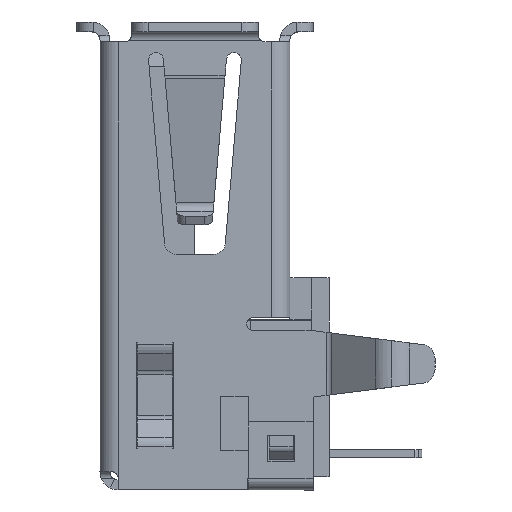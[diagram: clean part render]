
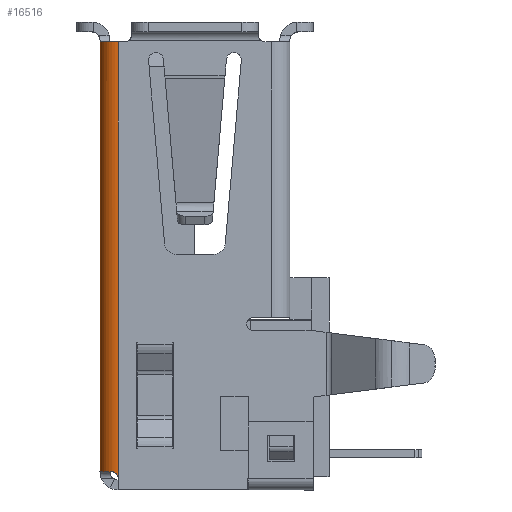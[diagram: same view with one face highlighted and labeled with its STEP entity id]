
A CAD part, left-side view. The second image highlights one B-rep face of the part: STEP entity #16516.
In plain terms, the highlighted cylindrical face has radius 0.55 mm (diameter 1.1 mm), a partial arc.
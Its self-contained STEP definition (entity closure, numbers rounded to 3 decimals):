
#92 = DIRECTION ( 'NONE',  ( 0., 0., 1. ) ) ;
#348 = AXIS2_PLACEMENT_3D ( 'NONE', #20768, #24054, #4933 ) ;
#484 = VERTEX_POINT ( 'NONE', #5019 ) ;
#1240 = FACE_OUTER_BOUND ( 'NONE', #6788, .T. ) ;
#1307 = EDGE_CURVE ( 'NONE', #10655, #21192, #17234, .T. ) ;
#2281 = CARTESIAN_POINT ( 'NONE',  ( -6.543, 2.408, -13.57 ) ) ;
#3080 = ORIENTED_EDGE ( 'NONE', *, *, #1307, .T. ) ;
#4933 = DIRECTION ( 'NONE',  ( 1., 0., 0. ) ) ;
#5019 = CARTESIAN_POINT ( 'NONE',  ( -6., 2.86, -13.55 ) ) ;
#5519 = EDGE_CURVE ( 'NONE', #484, #21192, #14709, .T. ) ;
#6514 = CARTESIAN_POINT ( 'NONE',  ( -6.512, 2.51, -13.55 ) ) ;
#6788 = EDGE_LOOP ( 'NONE', ( #13979, #18227, #12570, #3080, #10136 ) ) ;
#7243 = EDGE_CURVE ( 'NONE', #23502, #10655, #9734, .T. ) ;
#7988 = CARTESIAN_POINT ( 'NONE',  ( -6.55, 2.31, -13.696 ) ) ;
#8256 = CARTESIAN_POINT ( 'NONE',  ( -6.55, 2.31, -13.75 ) ) ;
#9734 = LINE ( 'NONE', #19606, #19387 ) ;
#9829 = B_SPLINE_CURVE_WITH_KNOTS ( 'NONE', 3,
 ( #19898, #17862, #2281, #16215, #7988, #10015 ),
 .UNSPECIFIED., .F., .F.,
 ( 4, 2, 4 ),
 ( 0., 0., 0. ),
 .UNSPECIFIED. ) ;
#10015 = CARTESIAN_POINT ( 'NONE',  ( -6.55, 2.31, -13.75 ) ) ;
#10136 = ORIENTED_EDGE ( 'NONE', *, *, #5519, .F. ) ;
#10655 = VERTEX_POINT ( 'NONE', #23400 ) ;
#11123 = DIRECTION ( 'NONE',  ( 0., 0., 1. ) ) ;
#11283 = CARTESIAN_POINT ( 'NONE',  ( -6., 2.86, -14.1 ) ) ;
#12570 = ORIENTED_EDGE ( 'NONE', *, *, #7243, .T. ) ;
#13043 = CARTESIAN_POINT ( 'NONE',  ( -6., 2.31, -0.6 ) ) ;
#13419 = CARTESIAN_POINT ( 'NONE',  ( -6., 2.86, -0.6 ) ) ;
#13979 = ORIENTED_EDGE ( 'NONE', *, *, #21161, .T. ) ;
#14011 = AXIS2_PLACEMENT_3D ( 'NONE', #24404, #11123, #24286 ) ;
#14709 = LINE ( 'NONE', #11283, #22406 ) ;
#14859 = VERTEX_POINT ( 'NONE', #6514 ) ;
#15067 = DIRECTION ( 'NONE',  ( -1., 0., 0. ) ) ;
#16215 = CARTESIAN_POINT ( 'NONE',  ( -6.551, 2.332, -13.644 ) ) ;
#16516 = ADVANCED_FACE ( 'NONE', ( #1240 ), #24530, .T. ) ;
#17234 = CIRCLE ( 'NONE', #22873, 0.55 ) ;
#17862 = CARTESIAN_POINT ( 'NONE',  ( -6.532, 2.46, -13.55 ) ) ;
#18227 = ORIENTED_EDGE ( 'NONE', *, *, #19858, .T. ) ;
#19387 = VECTOR ( 'NONE', #92, 1000. ) ;
#19606 = CARTESIAN_POINT ( 'NONE',  ( -6.55, 2.31, -14.1 ) ) ;
#19858 = EDGE_CURVE ( 'NONE', #14859, #23502, #9829, .T. ) ;
#19898 = CARTESIAN_POINT ( 'NONE',  ( -6.512, 2.51, -13.55 ) ) ;
#20652 = DIRECTION ( 'NONE',  ( 0., 0., -1. ) ) ;
#20768 = CARTESIAN_POINT ( 'NONE',  ( -6., 2.31, -13.55 ) ) ;
#21161 = EDGE_CURVE ( 'NONE', #484, #14859, #22998, .T. ) ;
#21192 = VERTEX_POINT ( 'NONE', #13419 ) ;
#22406 = VECTOR ( 'NONE', #22425, 1000. ) ;
#22425 = DIRECTION ( 'NONE',  ( 0., 0., 1. ) ) ;
#22873 = AXIS2_PLACEMENT_3D ( 'NONE', #13043, #20652, #15067 ) ;
#22998 = CIRCLE ( 'NONE', #348, 0.55 ) ;
#23400 = CARTESIAN_POINT ( 'NONE',  ( -6.55, 2.31, -0.6 ) ) ;
#23502 = VERTEX_POINT ( 'NONE', #8256 ) ;
#24054 = DIRECTION ( 'NONE',  ( 0., 0., 1. ) ) ;
#24286 = DIRECTION ( 'NONE',  ( 1., 0., 0. ) ) ;
#24404 = CARTESIAN_POINT ( 'NONE',  ( -6., 2.31, -14.1 ) ) ;
#24530 = CYLINDRICAL_SURFACE ( 'NONE', #14011, 0.55 ) ;
